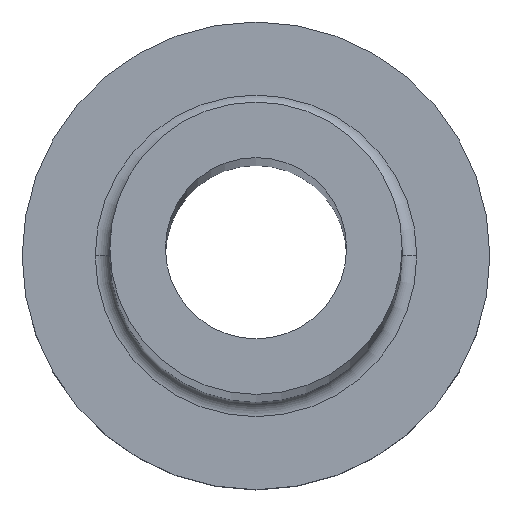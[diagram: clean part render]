
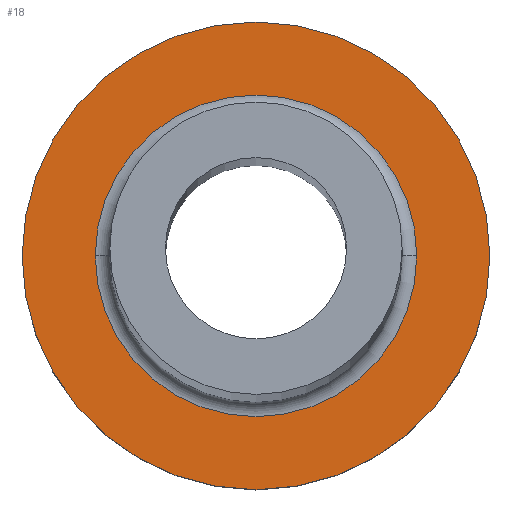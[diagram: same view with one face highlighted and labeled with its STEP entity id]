
A CAD part, top view. The second image highlights one B-rep face of the part: STEP entity #18.
In plain terms, the highlighted planar face has unit normal (0, 0, 1).
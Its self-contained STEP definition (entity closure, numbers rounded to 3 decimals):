
#7 = EDGE_CURVE ( 'NONE', #179, #91, #16, .T. ) ;
#9 = FACE_OUTER_BOUND ( 'NONE', #27, .T. ) ;
#10 = AXIS2_PLACEMENT_3D ( 'NONE', #265, #306, #381 ) ;
#16 = CIRCLE ( 'NONE', #46, 8. ) ;
#18 = ADVANCED_FACE ( 'NONE', ( #240, #9 ), #127, .T. ) ;
#27 = EDGE_LOOP ( 'NONE', ( #299, #183 ) ) ;
#32 = DIRECTION ( 'NONE',  ( 1., 0., 0. ) ) ;
#34 = CARTESIAN_POINT ( 'NONE',  ( 0., 0., 5. ) ) ;
#38 = DIRECTION ( 'NONE',  ( 1., 0., 0. ) ) ;
#43 = CARTESIAN_POINT ( 'NONE',  ( 5.5, 0., 5. ) ) ;
#46 = AXIS2_PLACEMENT_3D ( 'NONE', #34, #100, #32 ) ;
#76 = DIRECTION ( 'NONE',  ( 0., 0., 1. ) ) ;
#78 = EDGE_CURVE ( 'NONE', #271, #118, #132, .T. ) ;
#86 = AXIS2_PLACEMENT_3D ( 'NONE', #355, #157, #38 ) ;
#91 = VERTEX_POINT ( 'NONE', #326 ) ;
#100 = DIRECTION ( 'NONE',  ( 0., 0., 1. ) ) ;
#105 = EDGE_CURVE ( 'NONE', #91, #179, #336, .T. ) ;
#107 = CARTESIAN_POINT ( 'NONE',  ( -5.5, 0., 5. ) ) ;
#115 = EDGE_CURVE ( 'NONE', #118, #271, #256, .T. ) ;
#118 = VERTEX_POINT ( 'NONE', #107 ) ;
#127 = PLANE ( 'NONE',  #86 ) ;
#132 = CIRCLE ( 'NONE', #10, 5.5 ) ;
#150 = EDGE_LOOP ( 'NONE', ( #255, #175 ) ) ;
#157 = DIRECTION ( 'NONE',  ( 0., 0., 1. ) ) ;
#164 = DIRECTION ( 'NONE',  ( 1., 0., 0. ) ) ;
#175 = ORIENTED_EDGE ( 'NONE', *, *, #115, .T. ) ;
#179 = VERTEX_POINT ( 'NONE', #252 ) ;
#183 = ORIENTED_EDGE ( 'NONE', *, *, #7, .T. ) ;
#185 = CARTESIAN_POINT ( 'NONE',  ( 0., 0., 5. ) ) ;
#240 = FACE_BOUND ( 'NONE', #150, .T. ) ;
#252 = CARTESIAN_POINT ( 'NONE',  ( 8., 0., 5. ) ) ;
#255 = ORIENTED_EDGE ( 'NONE', *, *, #78, .T. ) ;
#256 = CIRCLE ( 'NONE', #309, 5.5 ) ;
#265 = CARTESIAN_POINT ( 'NONE',  ( 0., 0., 5. ) ) ;
#271 = VERTEX_POINT ( 'NONE', #43 ) ;
#278 = DIRECTION ( 'NONE',  ( 0., 0., -1. ) ) ;
#280 = CARTESIAN_POINT ( 'NONE',  ( 0., 0., 5. ) ) ;
#299 = ORIENTED_EDGE ( 'NONE', *, *, #105, .T. ) ;
#306 = DIRECTION ( 'NONE',  ( 0., 0., -1. ) ) ;
#309 = AXIS2_PLACEMENT_3D ( 'NONE', #280, #278, #339 ) ;
#326 = CARTESIAN_POINT ( 'NONE',  ( -8., 0., 5. ) ) ;
#336 = CIRCLE ( 'NONE', #365, 8. ) ;
#339 = DIRECTION ( 'NONE',  ( 1., 0., 0. ) ) ;
#355 = CARTESIAN_POINT ( 'NONE',  ( 0., 0., 5. ) ) ;
#365 = AXIS2_PLACEMENT_3D ( 'NONE', #185, #76, #164 ) ;
#381 = DIRECTION ( 'NONE',  ( 1., 0., 0. ) ) ;
